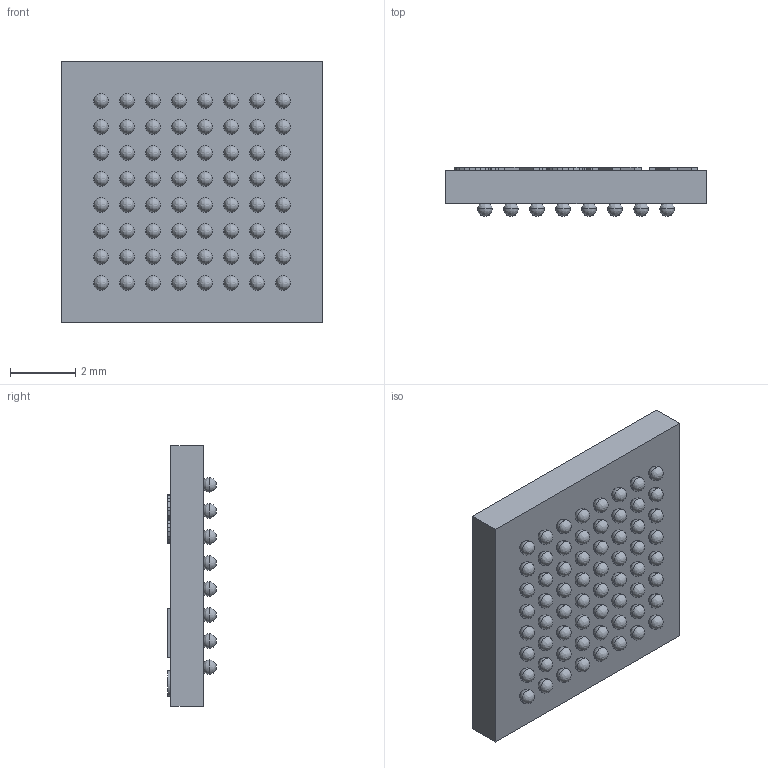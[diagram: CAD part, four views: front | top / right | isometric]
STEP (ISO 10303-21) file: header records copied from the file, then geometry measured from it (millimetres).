
FILE_DESCRIPTION (( 'STEP AP214' ), '1' );
FILE_NAME ('User Library-bga64.STEP', '2020-12-25T10:23:29', ( '' ), ( '' ), 'SwSTEP 2.0', 'SolidWorks 2020', '' );
FILE_SCHEMA (( 'AUTOMOTIVE_DESIGN' ));
Length unit declared in the file: millimetre
Products named in the file (3): User Library-bga64; BALL; IC
Assembly tree (2 placements, depth 2):
  User Library-bga64
    IC
    BALL
Bounding box: 8 x 1.5 x 8 mm (x, y, z)
Volume: 67.8 mm3; surface area: 209.5 mm2
Topology: 65 solids, 65 shells, 558 faces, 1544 edges, 944 vertices
Faces by surface type: plane 428, bspline 128, cylinder 2
Entity records: 27739 total; most frequent: CARTESIAN_POINT 8555, ORIENTED_EDGE 2576, DIRECTION 2162, EDGE_CURVE 1288, LINE 1028, VECTOR 1028, VERTEX_POINT 944, EDGE_LOOP 642
